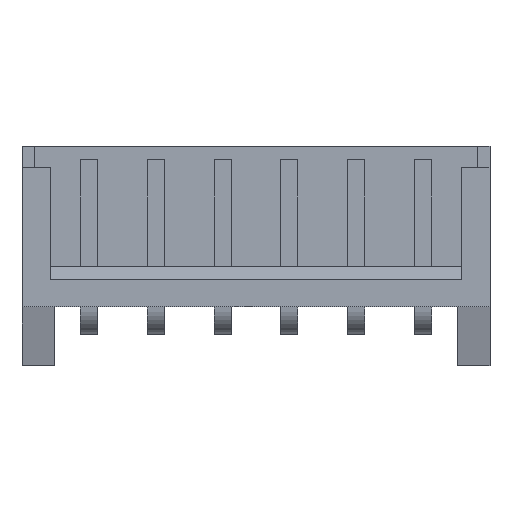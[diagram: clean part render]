
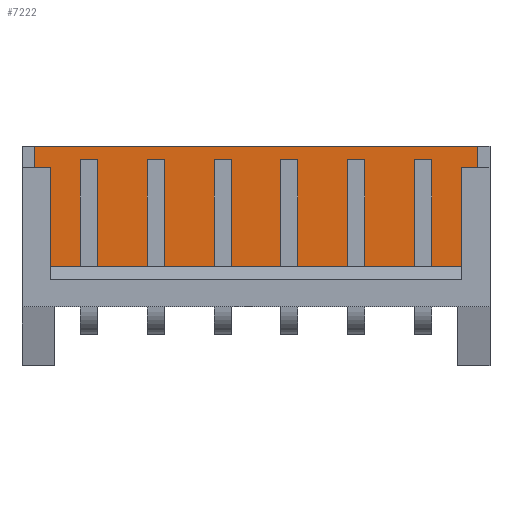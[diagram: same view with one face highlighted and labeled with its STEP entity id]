
A CAD part, top view. The second image highlights one B-rep face of the part: STEP entity #7222.
In plain terms, the highlighted planar face has unit normal (0, 0, 1).
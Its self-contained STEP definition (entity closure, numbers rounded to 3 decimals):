
#3374 = PLANE('',#3375);
#3375 = AXIS2_PLACEMENT_3D('',#3376,#3377,#3378);
#3376 = CARTESIAN_POINT('',(15.,6.7,0.9));
#3377 = DIRECTION('',(0.,-1.,0.));
#3378 = DIRECTION('',(-1.,0.,0.));
#3689 = PLANE('',#3690);
#3690 = AXIS2_PLACEMENT_3D('',#3691,#3692,#3693);
#3691 = CARTESIAN_POINT('',(15.,2.2,2.7));
#3692 = DIRECTION('',(0.,-1.,0.));
#3693 = DIRECTION('',(0.,0.,-1.));
#5284 = VERTEX_POINT('',#5285);
#5285 = CARTESIAN_POINT('',(-2.05,6.7,0.9));
#5299 = PLANE('',#5300);
#5300 = AXIS2_PLACEMENT_3D('',#5301,#5302,#5303);
#5301 = CARTESIAN_POINT('',(-2.05,6.7,0.9));
#5302 = DIRECTION('',(-1.,0.,0.));
#5303 = DIRECTION('',(0.,0.,1.));
#5311 = EDGE_CURVE('',#5312,#5284,#5314,.T.);
#5312 = VERTEX_POINT('',#5313);
#5313 = CARTESIAN_POINT('',(14.55,6.7,0.9));
#5314 = SURFACE_CURVE('',#5315,(#5319,#5326),.PCURVE_S1.);
#5315 = LINE('',#5316,#5317);
#5316 = CARTESIAN_POINT('',(15.,6.7,0.9));
#5317 = VECTOR('',#5318,1.);
#5318 = DIRECTION('',(-1.,0.,0.));
#5319 = PCURVE('',#3374,#5320);
#5320 = DEFINITIONAL_REPRESENTATION('',(#5321),#5325);
#5321 = LINE('',#5322,#5323);
#5322 = CARTESIAN_POINT('',(0.,0.));
#5323 = VECTOR('',#5324,1.);
#5324 = DIRECTION('',(1.,0.));
#5325 = ( GEOMETRIC_REPRESENTATION_CONTEXT(2) 
PARAMETRIC_REPRESENTATION_CONTEXT() REPRESENTATION_CONTEXT('2D SPACE',''
  ) );
#5326 = PCURVE('',#5327,#5332);
#5327 = PLANE('',#5328);
#5328 = AXIS2_PLACEMENT_3D('',#5329,#5330,#5331);
#5329 = CARTESIAN_POINT('',(15.,6.7,0.9));
#5330 = DIRECTION('',(0.,0.,-1.));
#5331 = DIRECTION('',(-1.,0.,0.));
#5332 = DEFINITIONAL_REPRESENTATION('',(#5333),#5337);
#5333 = LINE('',#5334,#5335);
#5334 = CARTESIAN_POINT('',(0.,0.));
#5335 = VECTOR('',#5336,1.);
#5336 = DIRECTION('',(1.,0.));
#5337 = ( GEOMETRIC_REPRESENTATION_CONTEXT(2) 
PARAMETRIC_REPRESENTATION_CONTEXT() REPRESENTATION_CONTEXT('2D SPACE',''
  ) );
#5355 = PLANE('',#5356);
#5356 = AXIS2_PLACEMENT_3D('',#5357,#5358,#5359);
#5357 = CARTESIAN_POINT('',(14.55,6.7,0.9));
#5358 = DIRECTION('',(1.,0.,0.));
#5359 = DIRECTION('',(0.,0.,-1.));
#6409 = VERTEX_POINT('',#6410);
#6410 = CARTESIAN_POINT('',(14.55,2.2,0.9));
#6431 = EDGE_CURVE('',#6409,#6432,#6434,.T.);
#6432 = VERTEX_POINT('',#6433);
#6433 = CARTESIAN_POINT('',(-2.05,2.2,0.9));
#6434 = SURFACE_CURVE('',#6435,(#6439,#6446),.PCURVE_S1.);
#6435 = LINE('',#6436,#6437);
#6436 = CARTESIAN_POINT('',(15.,2.2,0.9));
#6437 = VECTOR('',#6438,1.);
#6438 = DIRECTION('',(-1.,0.,0.));
#6439 = PCURVE('',#3689,#6440);
#6440 = DEFINITIONAL_REPRESENTATION('',(#6441),#6445);
#6441 = LINE('',#6442,#6443);
#6442 = CARTESIAN_POINT('',(1.8,0.));
#6443 = VECTOR('',#6444,1.);
#6444 = DIRECTION('',(0.,-1.));
#6445 = ( GEOMETRIC_REPRESENTATION_CONTEXT(2) 
PARAMETRIC_REPRESENTATION_CONTEXT() REPRESENTATION_CONTEXT('2D SPACE',''
  ) );
#6446 = PCURVE('',#5327,#6447);
#6447 = DEFINITIONAL_REPRESENTATION('',(#6448),#6452);
#6448 = LINE('',#6449,#6450);
#6449 = CARTESIAN_POINT('',(0.,-4.5));
#6450 = VECTOR('',#6451,1.);
#6451 = DIRECTION('',(1.,0.));
#6452 = ( GEOMETRIC_REPRESENTATION_CONTEXT(2) 
PARAMETRIC_REPRESENTATION_CONTEXT() REPRESENTATION_CONTEXT('2D SPACE',''
  ) );
#7179 = EDGE_CURVE('',#5284,#6432,#7180,.T.);
#7180 = SURFACE_CURVE('',#7181,(#7185,#7192),.PCURVE_S1.);
#7181 = LINE('',#7182,#7183);
#7182 = CARTESIAN_POINT('',(-2.05,6.7,0.9));
#7183 = VECTOR('',#7184,1.);
#7184 = DIRECTION('',(0.,-1.,0.));
#7185 = PCURVE('',#5299,#7186);
#7186 = DEFINITIONAL_REPRESENTATION('',(#7187),#7191);
#7187 = LINE('',#7188,#7189);
#7188 = CARTESIAN_POINT('',(0.,0.));
#7189 = VECTOR('',#7190,1.);
#7190 = DIRECTION('',(0.,-1.));
#7191 = ( GEOMETRIC_REPRESENTATION_CONTEXT(2) 
PARAMETRIC_REPRESENTATION_CONTEXT() REPRESENTATION_CONTEXT('2D SPACE',''
  ) );
#7192 = PCURVE('',#5327,#7193);
#7193 = DEFINITIONAL_REPRESENTATION('',(#7194),#7198);
#7194 = LINE('',#7195,#7196);
#7195 = CARTESIAN_POINT('',(17.05,0.));
#7196 = VECTOR('',#7197,1.);
#7197 = DIRECTION('',(0.,-1.));
#7198 = ( GEOMETRIC_REPRESENTATION_CONTEXT(2) 
PARAMETRIC_REPRESENTATION_CONTEXT() REPRESENTATION_CONTEXT('2D SPACE',''
  ) );
#7222 = ADVANCED_FACE('',(#7223),#5327,.F.);
#7223 = FACE_BOUND('',#7224,.T.);
#7224 = EDGE_LOOP('',(#7225,#7226,#7227,#7248));
#7225 = ORIENTED_EDGE('',*,*,#7179,.T.);
#7226 = ORIENTED_EDGE('',*,*,#6431,.F.);
#7227 = ORIENTED_EDGE('',*,*,#7228,.F.);
#7228 = EDGE_CURVE('',#5312,#6409,#7229,.T.);
#7229 = SURFACE_CURVE('',#7230,(#7234,#7241),.PCURVE_S1.);
#7230 = LINE('',#7231,#7232);
#7231 = CARTESIAN_POINT('',(14.55,6.7,0.9));
#7232 = VECTOR('',#7233,1.);
#7233 = DIRECTION('',(0.,-1.,0.));
#7234 = PCURVE('',#5327,#7235);
#7235 = DEFINITIONAL_REPRESENTATION('',(#7236),#7240);
#7236 = LINE('',#7237,#7238);
#7237 = CARTESIAN_POINT('',(0.45,0.));
#7238 = VECTOR('',#7239,1.);
#7239 = DIRECTION('',(0.,-1.));
#7240 = ( GEOMETRIC_REPRESENTATION_CONTEXT(2) 
PARAMETRIC_REPRESENTATION_CONTEXT() REPRESENTATION_CONTEXT('2D SPACE',''
  ) );
#7241 = PCURVE('',#5355,#7242);
#7242 = DEFINITIONAL_REPRESENTATION('',(#7243),#7247);
#7243 = LINE('',#7244,#7245);
#7244 = CARTESIAN_POINT('',(0.,0.));
#7245 = VECTOR('',#7246,1.);
#7246 = DIRECTION('',(0.,-1.));
#7247 = ( GEOMETRIC_REPRESENTATION_CONTEXT(2) 
PARAMETRIC_REPRESENTATION_CONTEXT() REPRESENTATION_CONTEXT('2D SPACE',''
  ) );
#7248 = ORIENTED_EDGE('',*,*,#5311,.T.);
